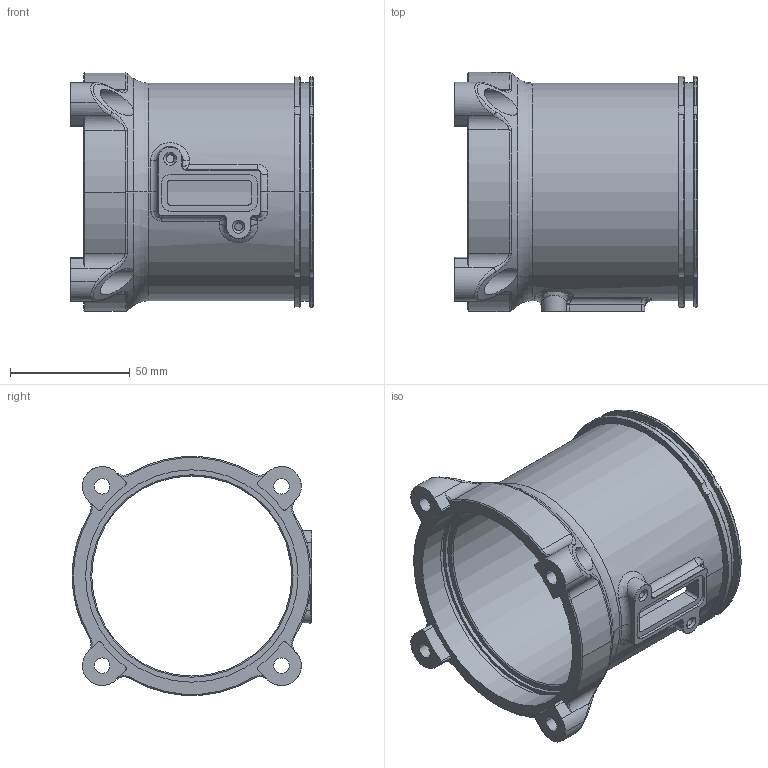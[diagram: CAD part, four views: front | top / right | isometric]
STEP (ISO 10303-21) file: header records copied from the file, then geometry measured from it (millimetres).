
FILE_DESCRIPTION (( 'STEP AP214' ), '1' );
FILE_NAME ('GTT.EN.12.027.STEP', '2020-08-13T15:00:33', ( '' ), ( '' ), 'SwSTEP 2.0', 'SolidWorks 2020', '' );
FILE_SCHEMA (( 'AUTOMOTIVE_DESIGN' ));
Length unit declared in the file: millimetre
Products named in the file (1): GTT.EN.12.027
Bounding box: 101.5 x 100.13 x 99.7 mm (x, y, z)
Volume: 125649.6 mm3; surface area: 66351.6 mm2
Topology: 1 solids, 1 shells, 237 faces, 598 edges, 369 vertices
Faces by surface type: cylinder 96, cone 53, plane 50, bspline 24, torus 14
Full cylindrical faces by diameter (mm): 3.3 x2, 11 x4, 83.6 x1, 88.8 x2, 91.5 x1
Entity records: 10895 total; most frequent: CARTESIAN_POINT 5341, DIRECTION 1170, ORIENTED_EDGE 1154, EDGE_CURVE 577, AXIS2_PLACEMENT_3D 485, VERTEX_POINT 363, CIRCLE 271, EDGE_LOOP 270
